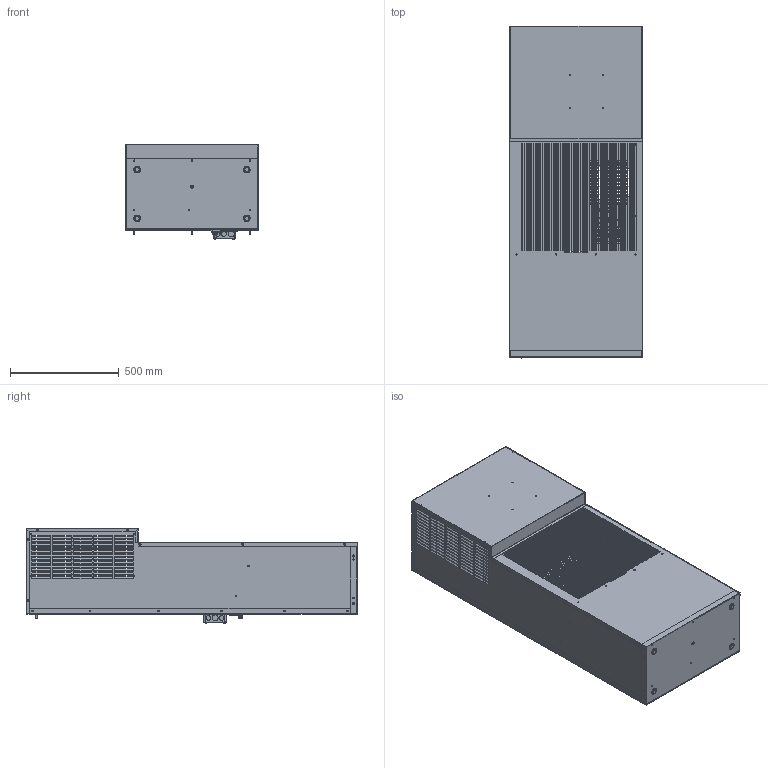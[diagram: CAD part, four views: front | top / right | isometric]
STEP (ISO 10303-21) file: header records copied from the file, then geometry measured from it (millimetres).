
FILE_DESCRIPTION((''),'2;1');
FILE_NAME('STEP-K3NA6C26DP60L.stp', '2016-02-01T15:51:31',('User'),('SDRC'),'I-DEAS Master Series','UNIX','Yes');
FILE_SCHEMA(('CONFIG_CONTROL_DESIGN', 'GEOMETRIC_VALIDATION_PROPERTIES_MIM','SHAPE_APPEARANCE_LAYER_MIM'));
Length unit declared in the file: inch
Bounding box: 613.23 x 1529.04 x 437.46 mm (x, y, z)
Volume: 3806545.6 mm3; surface area: 6955960.5 mm2
Topology: 86 solids, 86 shells, 8929 faces, 25206 edges, 16674 vertices
Faces by surface type: bspline 8929
Entity records: 296920 total; most frequent: CARTESIAN_POINT 118600, ORIENTED_EDGE 50372, EDGE_CURVE 25186, OVER_RIDING_STYLED_ITEM 20402, VERTEX_POINT 16674, QUASI_UNIFORM_CURVE 12747, EDGE_LOOP 12488, B_SPLINE_CURVE_WITH_KNOTS 10569
